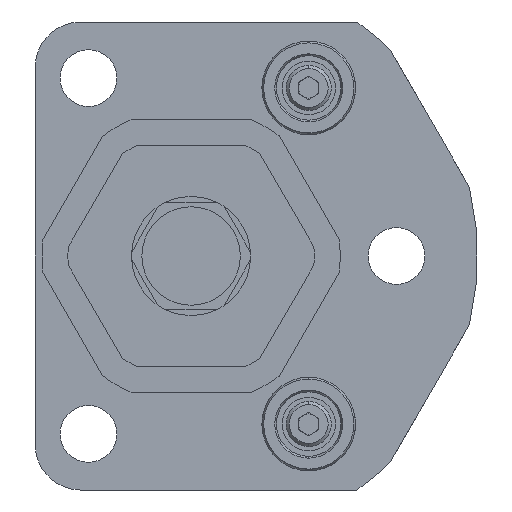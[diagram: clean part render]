
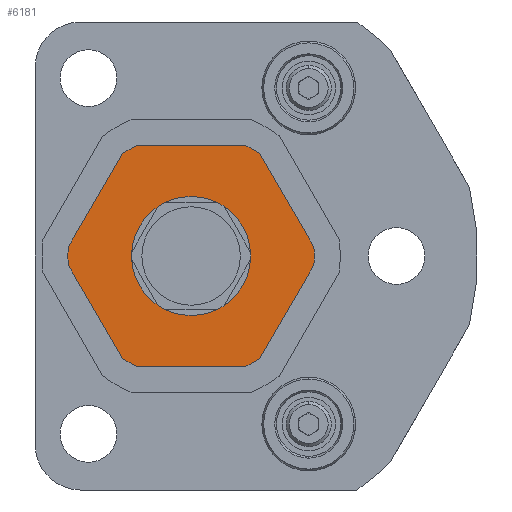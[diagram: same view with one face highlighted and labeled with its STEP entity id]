
A CAD part, left-side view. The second image highlights one B-rep face of the part: STEP entity #6181.
In plain terms, the highlighted planar face has unit normal (-1, 0, 0).
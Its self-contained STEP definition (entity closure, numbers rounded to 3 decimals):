
#2592=CARTESIAN_POINT('',(-43.206,0.,0.));
#2593=DIRECTION('',(-1.,0.,0.));
#2594=DIRECTION('',(0.,-0.997,-0.073));
#2595=AXIS2_PLACEMENT_3D('',#2592,#2593,#2594);
#2607=CARTESIAN_POINT('',(-43.206,0.,0.));
#2608=DIRECTION('',(-1.,0.,0.));
#2609=DIRECTION('',(0.,0.997,0.073));
#2610=AXIS2_PLACEMENT_3D('',#2607,#2608,#2609);
#2659=DIRECTION('',(0.,-0.5,-0.866));
#2660=VECTOR('',#2659,13.077);
#2661=CARTESIAN_POINT('',(-43.206,-8.422,12.412));
#2662=LINE('',#2661,#2660);
#2666=DIRECTION('',(0.,0.5,-0.866));
#2667=VECTOR('',#2666,13.077);
#2668=CARTESIAN_POINT('',(-43.206,-14.961,-1.088));
#2669=LINE('',#2668,#2667);
#2673=CARTESIAN_POINT('',(-43.206,0.,0.));
#2674=DIRECTION('',(-1.,0.,0.));
#2675=DIRECTION('',(0.,-0.436,-0.9));
#2676=AXIS2_PLACEMENT_3D('',#2673,#2674,#2675);
#2681=DIRECTION('',(0.,1.,0.));
#2682=VECTOR('',#2681,13.077);
#2683=CARTESIAN_POINT('',(-43.206,-6.538,-13.5));
#2684=LINE('',#2683,#2682);
#2688=CARTESIAN_POINT('',(-43.206,0.,0.));
#2689=DIRECTION('',(-1.,0.,0.));
#2690=DIRECTION('',(0.,0.561,-0.827));
#2691=AXIS2_PLACEMENT_3D('',#2688,#2689,#2690);
#2696=DIRECTION('',(0.,0.5,0.866));
#2697=VECTOR('',#2696,13.077);
#2698=CARTESIAN_POINT('',(-43.206,8.422,-12.412));
#2699=LINE('',#2698,#2697);
#2703=DIRECTION('',(0.,-0.5,0.866));
#2704=VECTOR('',#2703,13.077);
#2705=CARTESIAN_POINT('',(-43.206,14.961,1.088));
#2706=LINE('',#2705,#2704);
#2710=CARTESIAN_POINT('',(-43.206,0.,0.));
#2711=DIRECTION('',(1.,0.,0.));
#2712=DIRECTION('',(0.,0.561,0.827));
#2713=AXIS2_PLACEMENT_3D('',#2710,#2711,#2712);
#2718=DIRECTION('',(0.,-1.,0.));
#2719=VECTOR('',#2718,13.077);
#2720=CARTESIAN_POINT('',(-43.206,6.538,13.5));
#2721=LINE('',#2720,#2719);
#2725=CARTESIAN_POINT('',(-43.206,0.,0.));
#2726=DIRECTION('',(1.,0.,0.));
#2727=DIRECTION('',(0.,-0.436,0.9));
#2728=AXIS2_PLACEMENT_3D('',#2725,#2726,#2727);
#2733=CARTESIAN_POINT('',(-43.206,0.,0.));
#2734=DIRECTION('',(1.,0.,0.));
#2735=DIRECTION('',(0.,1.,0.));
#2736=AXIS2_PLACEMENT_3D('',#2733,#2734,#2735);
#2755=CARTESIAN_POINT('',(-43.206,0.,0.));
#2756=DIRECTION('',(-1.,0.,0.));
#2757=DIRECTION('',(0.,1.,0.));
#2758=AXIS2_PLACEMENT_3D('',#2755,#2756,#2757);
#3644=CARTESIAN_POINT('',(-43.206,1.7,0.));
#3646=VERTEX_POINT('',#3644);
#3648=CARTESIAN_POINT('',(-43.206,-1.7,0.));
#3650=VERTEX_POINT('',#3648);
#3740=CARTESIAN_POINT('',(-43.206,-8.422,12.412));
#3742=VERTEX_POINT('',#3740);
#3744=CARTESIAN_POINT('',(-43.206,-14.961,1.088));
#3746=VERTEX_POINT('',#3744);
#3748=CARTESIAN_POINT('',(-43.206,14.961,1.088));
#3750=VERTEX_POINT('',#3748);
#3752=CARTESIAN_POINT('',(-43.206,8.422,12.412));
#3754=VERTEX_POINT('',#3752);
#3756=CARTESIAN_POINT('',(-43.206,6.538,13.5));
#3758=VERTEX_POINT('',#3756);
#3760=CARTESIAN_POINT('',(-43.206,-6.538,13.5));
#3762=VERTEX_POINT('',#3760);
#3764=CARTESIAN_POINT('',(-43.206,-14.961,-1.088));
#3765=CARTESIAN_POINT('',(-43.206,-8.422,-12.412));
#3766=VERTEX_POINT('',#3764);
#3767=VERTEX_POINT('',#3765);
#3768=CARTESIAN_POINT('',(-43.206,-6.538,-13.5));
#3769=CARTESIAN_POINT('',(-43.206,6.538,-13.5));
#3770=VERTEX_POINT('',#3768);
#3771=VERTEX_POINT('',#3769);
#3772=CARTESIAN_POINT('',(-43.206,8.422,-12.412));
#3773=CARTESIAN_POINT('',(-43.206,14.961,-1.088));
#3774=VERTEX_POINT('',#3772);
#3775=VERTEX_POINT('',#3773);
#6151=CARTESIAN_POINT('',(-43.206,0.,0.));
#6152=DIRECTION('',(1.,0.,0.));
#6153=DIRECTION('',(0.,-1.,0.));
#6154=AXIS2_PLACEMENT_3D('',#6151,#6152,#6153);
#6155=PLANE('',#6154);
#6157=ORIENTED_EDGE('',*,*,#6156,.T.);
#6158=ORIENTED_EDGE('',*,*,#6101,.F.);
#6160=ORIENTED_EDGE('',*,*,#6159,.T.);
#6161=ORIENTED_EDGE('',*,*,#6073,.F.);
#6162=ORIENTED_EDGE('',*,*,#6143,.T.);
#6163=ORIENTED_EDGE('',*,*,#6058,.F.);
#6165=ORIENTED_EDGE('',*,*,#6164,.T.);
#6166=ORIENTED_EDGE('',*,*,#6113,.F.);
#6168=ORIENTED_EDGE('',*,*,#6167,.T.);
#6169=ORIENTED_EDGE('',*,*,#6133,.T.);
#6171=ORIENTED_EDGE('',*,*,#6170,.T.);
#6172=ORIENTED_EDGE('',*,*,#6085,.T.);
#6173=EDGE_LOOP('',(#6157,#6158,#6160,#6161,#6162,#6163,#6165,#6166,#6168,#6169,
#6171,#6172));
#6174=FACE_OUTER_BOUND('',#6173,.F.);
#6176=ORIENTED_EDGE('',*,*,#6175,.F.);
#6178=ORIENTED_EDGE('',*,*,#6177,.T.);
#6179=EDGE_LOOP('',(#6176,#6178));
#6180=FACE_BOUND('',#6179,.F.);
#2596=CIRCLE('',#2595,15.);
#2611=CIRCLE('',#2610,15.);
#2677=CIRCLE('',#2676,15.);
#2692=CIRCLE('',#2691,15.);
#2714=CIRCLE('',#2713,15.);
#2729=CIRCLE('',#2728,15.);
#2737=CIRCLE('',#2736,1.7);
#2759=CIRCLE('',#2758,1.7);
#6058=EDGE_CURVE('',#3774,#3771,#2692,.T.);
#6073=EDGE_CURVE('',#3770,#3767,#2677,.T.);
#6085=EDGE_CURVE('',#3762,#3742,#2729,.T.);
#6101=EDGE_CURVE('',#3766,#3746,#2596,.T.);
#6113=EDGE_CURVE('',#3750,#3775,#2611,.T.);
#6133=EDGE_CURVE('',#3754,#3758,#2714,.T.);
#6143=EDGE_CURVE('',#3770,#3771,#2684,.T.);
#6156=EDGE_CURVE('',#3742,#3746,#2662,.T.);
#6159=EDGE_CURVE('',#3766,#3767,#2669,.T.);
#6164=EDGE_CURVE('',#3774,#3775,#2699,.T.);
#6167=EDGE_CURVE('',#3750,#3754,#2706,.T.);
#6170=EDGE_CURVE('',#3758,#3762,#2721,.T.);
#6175=EDGE_CURVE('',#3646,#3650,#2737,.T.);
#6177=EDGE_CURVE('',#3646,#3650,#2759,.T.);
#6181=ADVANCED_FACE('',(#6174,#6180),#6155,.F.);
